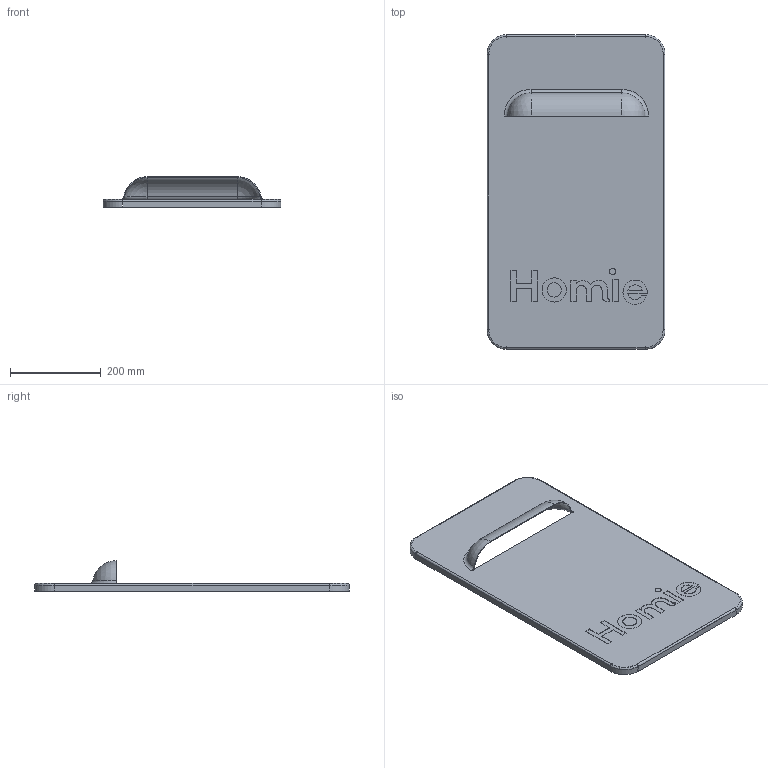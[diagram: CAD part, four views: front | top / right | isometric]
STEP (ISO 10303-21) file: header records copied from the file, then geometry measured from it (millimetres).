
FILE_DESCRIPTION (( 'STEP AP214' ), '1' );
FILE_NAME ('A142020_01_07 Door.STEP', '2020-11-14T18:21:24', ( '' ), ( '' ), 'SwSTEP 2.0', 'SolidWorks 2020', '' );
FILE_SCHEMA (( 'AUTOMOTIVE_DESIGN' ));
Length unit declared in the file: millimetre
Products named in the file (1): A142020_01_07 Door
Bounding box: 392.4 x 693.55 x 67.18 mm (x, y, z)
Volume: 608162.6 mm3; surface area: 623430.5 mm2
Topology: 1 solids, 1 shells, 156 faces, 376 edges, 230 vertices
Faces by surface type: plane 92, cylinder 45, torus 12, sphere 4, bspline 3
Entity records: 4792 total; most frequent: CARTESIAN_POINT 1064, DIRECTION 794, ORIENTED_EDGE 752, EDGE_CURVE 376, AXIS2_PLACEMENT_3D 276, LINE 242, VECTOR 242, VERTEX_POINT 230
